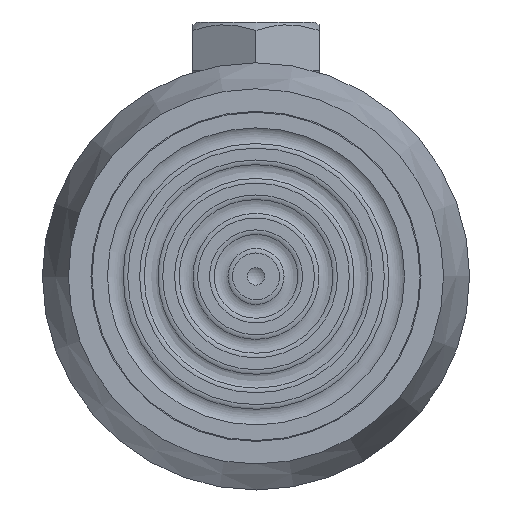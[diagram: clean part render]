
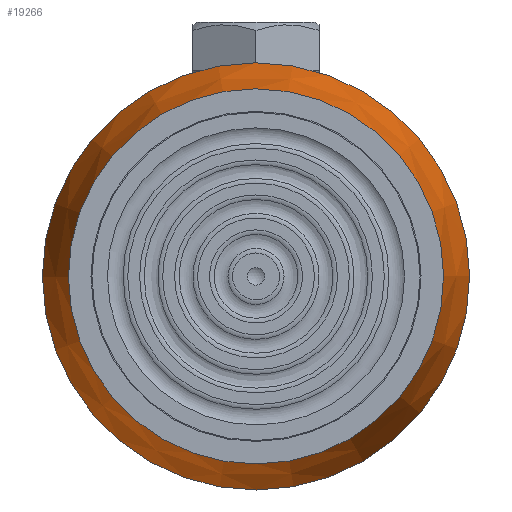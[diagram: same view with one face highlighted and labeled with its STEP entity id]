
A CAD part, left-side view. The second image highlights one B-rep face of the part: STEP entity #19266.
In plain terms, the highlighted conical face has half-angle 15 degrees and reference radius 20.66 mm.
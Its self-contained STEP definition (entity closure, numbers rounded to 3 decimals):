
#982=CONICAL_SURFACE('',#20553,20.66,0.262);
#2047=FACE_OUTER_BOUND('',#3199,.T.);
#3199=EDGE_LOOP('',(#17798,#17799,#17800,#17801));
#3812=CIRCLE('',#20527,19.321);
#3821=CIRCLE('',#20554,22.);
#6073=LINE('',#65921,#7015);
#7015=VECTOR('',#23896,20.66);
#8954=VERTEX_POINT('',#61863);
#8985=VERTEX_POINT('',#65919);
#11875=EDGE_CURVE('',#8954,#8954,#3812,.T.);
#11926=EDGE_CURVE('',#8985,#8985,#3821,.T.);
#11927=EDGE_CURVE('',#8985,#8954,#6073,.T.);
#17798=ORIENTED_EDGE('',*,*,#11926,.F.);
#17799=ORIENTED_EDGE('',*,*,#11927,.T.);
#17800=ORIENTED_EDGE('',*,*,#11875,.T.);
#17801=ORIENTED_EDGE('',*,*,#11927,.F.);
#19266=ADVANCED_FACE('',(#2047),#982,.T.);
#20527=AXIS2_PLACEMENT_3D('',#61864,#23819,#23820);
#20553=AXIS2_PLACEMENT_3D('',#65918,#23892,#23893);
#20554=AXIS2_PLACEMENT_3D('',#65920,#23894,#23895);
#23819=DIRECTION('center_axis',(1.,0.,0.));
#23820=DIRECTION('ref_axis',(0.,0.,-1.));
#23892=DIRECTION('center_axis',(1.,0.,0.));
#23893=DIRECTION('ref_axis',(0.,1.,0.));
#23894=DIRECTION('center_axis',(1.,0.,0.));
#23895=DIRECTION('ref_axis',(0.,0.,-1.));
#23896=DIRECTION('',(-0.966,0.259,0.));
#61863=CARTESIAN_POINT('',(-38.,-19.321,0.));
#61864=CARTESIAN_POINT('Origin',(-38.,0.,0.));
#65918=CARTESIAN_POINT('Origin',(-33.,0.,0.));
#65919=CARTESIAN_POINT('',(-28.,-22.,0.));
#65920=CARTESIAN_POINT('Origin',(-28.,0.,0.));
#65921=CARTESIAN_POINT('',(-33.,-20.66,0.));
